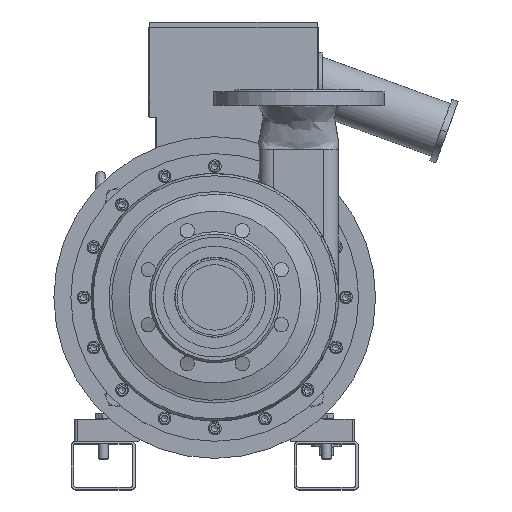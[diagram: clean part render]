
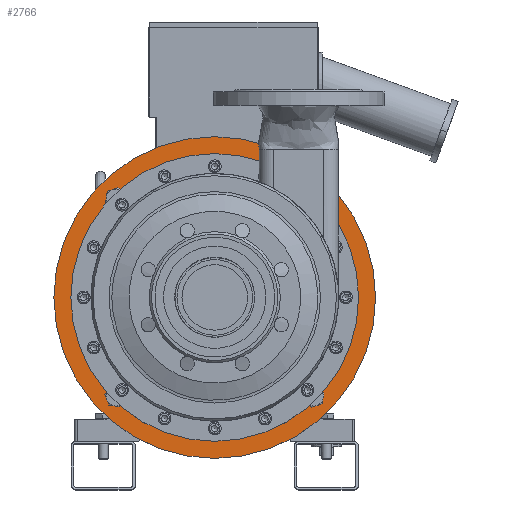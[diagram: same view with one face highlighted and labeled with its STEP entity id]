
A CAD part, top view. The second image highlights one B-rep face of the part: STEP entity #2766.
In plain terms, the highlighted face is planar.
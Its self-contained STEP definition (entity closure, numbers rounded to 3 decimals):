
#2766=ADVANCED_FACE('',(#18966,#18968,#18970,#18972,#18974,#18976),#18978,.F.);
#18966=FACE_BOUND('',#18967,.T.);
#18967=EDGE_LOOP('',(#40699));
#18968=FACE_BOUND('',#18969,.T.);
#18969=EDGE_LOOP('',(#40700));
#18970=FACE_BOUND('',#18971,.T.);
#18971=EDGE_LOOP('',(#40701));
#18972=FACE_BOUND('',#18973,.T.);
#18973=EDGE_LOOP('',(#40702));
#18974=FACE_BOUND('',#18975,.T.);
#18975=EDGE_LOOP('',(#40703));
#18976=FACE_BOUND('',#18977,.T.);
#18977=EDGE_LOOP('',(#40704));
#18978=PLANE('',#18979);
#18979=AXIS2_PLACEMENT_3D('',#18980,#18981,#18982);
#18980=CARTESIAN_POINT('',(1.954,128.25,0.));
#18981=DIRECTION('',(1.,0.,0.));
#18982=DIRECTION('',(0.,0.,-1.));
#40699=ORIENTED_EDGE('',*,*,#50674,.F.);
#40700=ORIENTED_EDGE('',*,*,#50664,.F.);
#40701=ORIENTED_EDGE('',*,*,#50666,.F.);
#40702=ORIENTED_EDGE('',*,*,#50668,.F.);
#40703=ORIENTED_EDGE('',*,*,#50670,.F.);
#40704=ORIENTED_EDGE('',*,*,#50672,.F.);
#50664=EDGE_CURVE('',#55717,#55717,#55718,.T.);
#50666=EDGE_CURVE('',#55721,#55721,#55722,.T.);
#50668=EDGE_CURVE('',#55725,#55725,#55726,.T.);
#50670=EDGE_CURVE('',#55729,#55729,#55730,.T.);
#50672=EDGE_CURVE('',#55733,#55733,#55734,.T.);
#50674=EDGE_CURVE('',#55737,#55737,#55738,.T.);
#55717=VERTEX_POINT('',#64541);
#55718=CIRCLE('',#64542,9.5);
#55721=VERTEX_POINT('',#64551);
#55722=CIRCLE('',#64552,9.5);
#55725=VERTEX_POINT('',#64561);
#55726=CIRCLE('',#64562,9.5);
#55729=VERTEX_POINT('',#64571);
#55730=CIRCLE('',#64572,9.5);
#55733=VERTEX_POINT('',#64581);
#55734=CIRCLE('',#64582,128.25);
#55737=VERTEX_POINT('',#64591);
#55738=CIRCLE('',#64592,201.25);
#64541=CARTESIAN_POINT('',(1.954,123.744,114.244));
#64542=AXIS2_PLACEMENT_3D('',#64543,#64544,#64545);
#64543=CARTESIAN_POINT('',(1.954,123.744,123.744));
#64544=DIRECTION('',(-1.,-0.,-0.));
#64545=DIRECTION('',(0.,0.,-1.));
#64551=CARTESIAN_POINT('',(1.954,-123.744,114.244));
#64552=AXIS2_PLACEMENT_3D('',#64553,#64554,#64555);
#64553=CARTESIAN_POINT('',(1.954,-123.744,123.744));
#64554=DIRECTION('',(-1.,-0.,-0.));
#64555=DIRECTION('',(0.,0.,-1.));
#64561=CARTESIAN_POINT('',(1.954,-123.744,-133.244));
#64562=AXIS2_PLACEMENT_3D('',#64563,#64564,#64565);
#64563=CARTESIAN_POINT('',(1.954,-123.744,-123.744));
#64564=DIRECTION('',(-1.,-0.,-0.));
#64565=DIRECTION('',(0.,0.,-1.));
#64571=CARTESIAN_POINT('',(1.954,123.744,-133.244));
#64572=AXIS2_PLACEMENT_3D('',#64573,#64574,#64575);
#64573=CARTESIAN_POINT('',(1.954,123.744,-123.744));
#64574=DIRECTION('',(-1.,-0.,-0.));
#64575=DIRECTION('',(0.,0.,-1.));
#64581=CARTESIAN_POINT('',(1.954,0.,128.25));
#64582=AXIS2_PLACEMENT_3D('',#64583,#64584,#64585);
#64583=CARTESIAN_POINT('',(1.954,0.,0.));
#64584=DIRECTION('',(-1.,-0.,-0.));
#64585=DIRECTION('',(0.,0.,-1.));
#64591=CARTESIAN_POINT('',(1.954,0.,201.25));
#64592=AXIS2_PLACEMENT_3D('',#64593,#64594,#64595);
#64593=CARTESIAN_POINT('',(1.954,0.,0.));
#64594=DIRECTION('',(1.,0.,0.));
#64595=DIRECTION('',(0.,0.,-1.));
